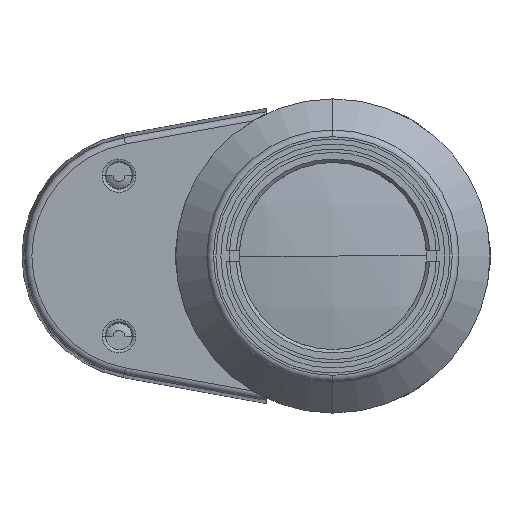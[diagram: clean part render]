
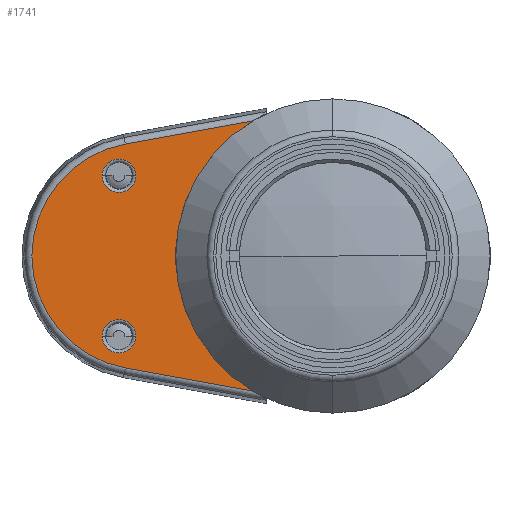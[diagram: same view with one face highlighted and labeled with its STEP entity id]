
A CAD part, left-side view. The second image highlights one B-rep face of the part: STEP entity #1741.
In plain terms, the highlighted planar face has unit normal (-1, 0, 0).
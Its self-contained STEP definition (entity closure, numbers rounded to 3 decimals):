
#62 = CARTESIAN_POINT ( 'NONE',  ( -16.812, 32., 12. ) ) ;
#190 = VERTEX_POINT ( 'NONE', #3179 ) ;
#237 = VERTEX_POINT ( 'NONE', #6682 ) ;
#968 = DIRECTION ( 'NONE',  ( 0., -1., 0. ) ) ;
#1179 = CARTESIAN_POINT ( 'NONE',  ( -16.812, 34.5, -12. ) ) ;
#1233 = EDGE_LOOP ( 'NONE', ( #9220, #8657 ) ) ;
#1627 = DIRECTION ( 'NONE',  ( 0., -1., 0. ) ) ;
#1694 = VERTEX_POINT ( 'NONE', #7682 ) ;
#1721 = CIRCLE ( 'NONE', #8226, 2.5 ) ;
#1728 = AXIS2_PLACEMENT_3D ( 'NONE', #4615, #2464, #1768 ) ;
#1741 = ADVANCED_FACE ( 'NONE', ( #2860, #8068, #2151 ), #9505, .F. ) ;
#1768 = DIRECTION ( 'NONE',  ( 0., -1., 0. ) ) ;
#1934 = VERTEX_POINT ( 'NONE', #9107 ) ;
#2151 = FACE_BOUND ( 'NONE', #7542, .T. ) ;
#2199 = CARTESIAN_POINT ( 'NONE',  ( -16.812, 31.04, -16.748 ) ) ;
#2258 = CARTESIAN_POINT ( 'NONE',  ( -16.812, 28., 0. ) ) ;
#2277 = DIRECTION ( 'NONE',  ( 1., 0., 0. ) ) ;
#2288 = EDGE_LOOP ( 'NONE', ( #4949, #3275, #5300, #9662 ) ) ;
#2312 = EDGE_CURVE ( 'NONE', #3625, #1694, #6072, .T. ) ;
#2372 = LINE ( 'NONE', #5372, #6427 ) ;
#2433 = CIRCLE ( 'NONE', #6882, 17.022 ) ;
#2464 = DIRECTION ( 'NONE',  ( 1., 0., 0. ) ) ;
#2475 = AXIS2_PLACEMENT_3D ( 'NONE', #6420, #9429, #7151 ) ;
#2712 = DIRECTION ( 'NONE',  ( 0., 0., -1. ) ) ;
#2739 = CARTESIAN_POINT ( 'NONE',  ( -16.812, 31.04, -16.748 ) ) ;
#2766 = DIRECTION ( 'NONE',  ( 1., 0., 0. ) ) ;
#2860 = FACE_OUTER_BOUND ( 'NONE', #2288, .T. ) ;
#3179 = CARTESIAN_POINT ( 'NONE',  ( -16.812, 29.5, -12. ) ) ;
#3194 = AXIS2_PLACEMENT_3D ( 'NONE', #7422, #2766, #2712 ) ;
#3275 = ORIENTED_EDGE ( 'NONE', *, *, #6462, .T. ) ;
#3482 = EDGE_CURVE ( 'NONE', #5884, #7276, #2433, .T. ) ;
#3625 = VERTEX_POINT ( 'NONE', #8558 ) ;
#4048 = CIRCLE ( 'NONE', #6102, 2.5 ) ;
#4079 = CARTESIAN_POINT ( 'NONE',  ( -16.812, 0., 0. ) ) ;
#4328 = VECTOR ( 'NONE', #5783, 1000. ) ;
#4472 = VERTEX_POINT ( 'NONE', #1179 ) ;
#4615 = CARTESIAN_POINT ( 'NONE',  ( -16.812, 32., -12. ) ) ;
#4693 = ORIENTED_EDGE ( 'NONE', *, *, #7934, .T. ) ;
#4949 = ORIENTED_EDGE ( 'NONE', *, *, #3482, .T. ) ;
#5257 = DIRECTION ( 'NONE',  ( -1., 0., 0. ) ) ;
#5300 = ORIENTED_EDGE ( 'NONE', *, *, #2312, .F. ) ;
#5372 = CARTESIAN_POINT ( 'NONE',  ( -16.812, 31.04, 16.748 ) ) ;
#5783 = DIRECTION ( 'NONE',  ( 0., -0.984, -0.179 ) ) ;
#5818 = DIRECTION ( 'NONE',  ( 0., -1., 0. ) ) ;
#5826 = EDGE_CURVE ( 'NONE', #3625, #5884, #2372, .T. ) ;
#5855 = EDGE_CURVE ( 'NONE', #237, #1934, #4048, .T. ) ;
#5884 = VERTEX_POINT ( 'NONE', #8777 ) ;
#5984 = CIRCLE ( 'NONE', #2475, 2.5 ) ;
#6029 = CIRCLE ( 'NONE', #1728, 2.5 ) ;
#6072 = CIRCLE ( 'NONE', #9841, 23.5 ) ;
#6102 = AXIS2_PLACEMENT_3D ( 'NONE', #62, #2277, #1627 ) ;
#6420 = CARTESIAN_POINT ( 'NONE',  ( -16.812, 32., 12. ) ) ;
#6427 = VECTOR ( 'NONE', #8333, 1000. ) ;
#6462 = EDGE_CURVE ( 'NONE', #7276, #1694, #6521, .T. ) ;
#6521 = LINE ( 'NONE', #2739, #4328 ) ;
#6682 = CARTESIAN_POINT ( 'NONE',  ( -16.812, 29.5, 12. ) ) ;
#6882 = AXIS2_PLACEMENT_3D ( 'NONE', #2258, #5257, #8363 ) ;
#7112 = CARTESIAN_POINT ( 'NONE',  ( -16.812, 32., -12. ) ) ;
#7151 = DIRECTION ( 'NONE',  ( 0., -1., 0. ) ) ;
#7276 = VERTEX_POINT ( 'NONE', #2199 ) ;
#7422 = CARTESIAN_POINT ( 'NONE',  ( -16.812, 28., 0. ) ) ;
#7542 = EDGE_LOOP ( 'NONE', ( #8863, #4693 ) ) ;
#7682 = CARTESIAN_POINT ( 'NONE',  ( -16.812, 12.004, -20.203 ) ) ;
#7780 = DIRECTION ( 'NONE',  ( -1., 0., 0. ) ) ;
#7934 = EDGE_CURVE ( 'NONE', #4472, #190, #1721, .T. ) ;
#8068 = FACE_BOUND ( 'NONE', #1233, .T. ) ;
#8192 = EDGE_CURVE ( 'NONE', #190, #4472, #6029, .T. ) ;
#8226 = AXIS2_PLACEMENT_3D ( 'NONE', #7112, #9568, #5818 ) ;
#8333 = DIRECTION ( 'NONE',  ( 0., 0.984, -0.179 ) ) ;
#8363 = DIRECTION ( 'NONE',  ( 0., -1., 0. ) ) ;
#8558 = CARTESIAN_POINT ( 'NONE',  ( -16.812, 12.004, 20.203 ) ) ;
#8657 = ORIENTED_EDGE ( 'NONE', *, *, #9576, .T. ) ;
#8777 = CARTESIAN_POINT ( 'NONE',  ( -16.812, 31.04, 16.748 ) ) ;
#8863 = ORIENTED_EDGE ( 'NONE', *, *, #8192, .T. ) ;
#9107 = CARTESIAN_POINT ( 'NONE',  ( -16.812, 34.5, 12. ) ) ;
#9220 = ORIENTED_EDGE ( 'NONE', *, *, #5855, .T. ) ;
#9429 = DIRECTION ( 'NONE',  ( 1., 0., 0. ) ) ;
#9505 = PLANE ( 'NONE',  #3194 ) ;
#9568 = DIRECTION ( 'NONE',  ( 1., 0., 0. ) ) ;
#9576 = EDGE_CURVE ( 'NONE', #1934, #237, #5984, .T. ) ;
#9662 = ORIENTED_EDGE ( 'NONE', *, *, #5826, .T. ) ;
#9841 = AXIS2_PLACEMENT_3D ( 'NONE', #4079, #7780, #968 ) ;
